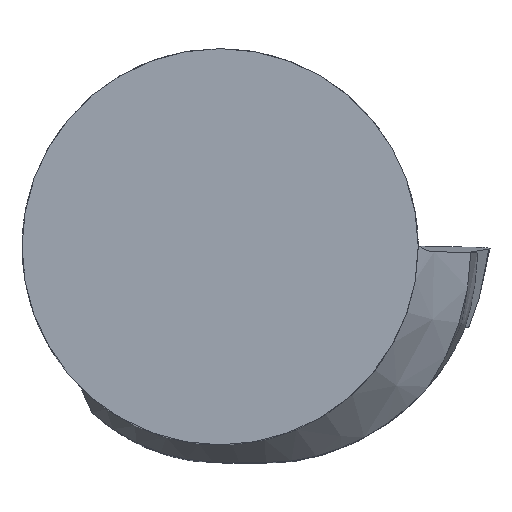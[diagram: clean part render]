
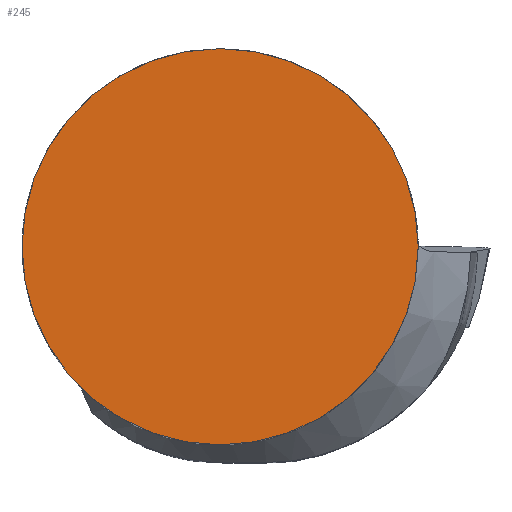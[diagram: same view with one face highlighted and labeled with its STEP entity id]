
A CAD part, top view. The second image highlights one B-rep face of the part: STEP entity #245.
In plain terms, the highlighted planar face has unit normal (0, 0, 1).
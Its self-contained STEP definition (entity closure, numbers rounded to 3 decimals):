
#112=PLANE('',#760);
#216=FACE_OUTER_BOUND('',#319,.T.);
#245=ADVANCED_FACE('',(#216),#112,.T.);
#319=EDGE_LOOP('',(#465));
#349=CIRCLE('',#727,8.);
#465=ORIENTED_EDGE('',*,*,#574,.T.);
#520=VERTEX_POINT('',#1003);
#574=EDGE_CURVE('',#520,#520,#349,.T.);
#727=AXIS2_PLACEMENT_3D('',#1002,#802,#803);
#760=AXIS2_PLACEMENT_3D('',#1220,#890,#891);
#802=DIRECTION('',(0.,0.,1.));
#803=DIRECTION('',(1.,0.,0.));
#890=DIRECTION('',(0.,0.,1.));
#891=DIRECTION('',(1.,0.,0.));
#1002=CARTESIAN_POINT('',(0.,0.,0.));
#1003=CARTESIAN_POINT('',(8.,0.,0.));
#1220=CARTESIAN_POINT('',(0.,0.,0.));
